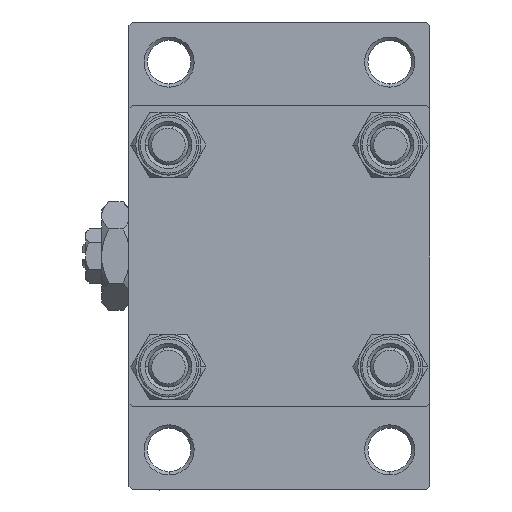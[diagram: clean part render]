
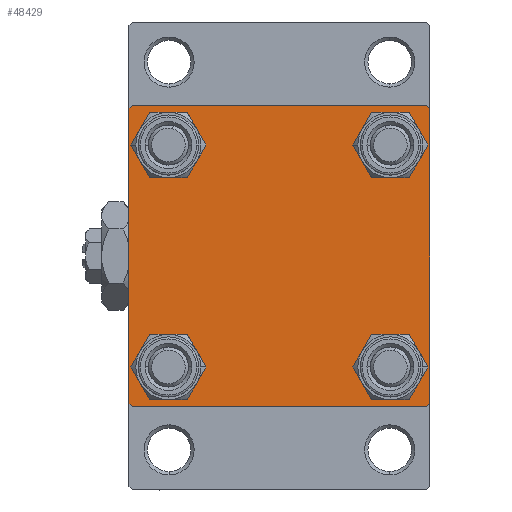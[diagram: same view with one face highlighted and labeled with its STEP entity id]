
A CAD part, left-side view. The second image highlights one B-rep face of the part: STEP entity #48429.
In plain terms, the highlighted planar face has unit normal (-1, 0, 0).
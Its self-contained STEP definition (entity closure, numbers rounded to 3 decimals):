
#156 = DIRECTION ( 'NONE',  ( 0., -1., 0. ) ) ;
#579 = VERTEX_POINT ( 'NONE', #31521 ) ;
#656 = CARTESIAN_POINT ( 'NONE',  ( 0., 22.25, 22.25 ) ) ;
#663 = VERTEX_POINT ( 'NONE', #22058 ) ;
#688 = CARTESIAN_POINT ( 'NONE',  ( 0., -22.5, 22.5 ) ) ;
#703 = VERTEX_POINT ( 'NONE', #29757 ) ;
#746 = CIRCLE ( 'NONE', #37289, 3.5 ) ;
#1232 = AXIS2_PLACEMENT_3D ( 'NONE', #26756, #30965, #38926 ) ;
#1654 = FACE_BOUND ( 'NONE', #44754, .T. ) ;
#1949 = VERTEX_POINT ( 'NONE', #41257 ) ;
#2550 = AXIS2_PLACEMENT_3D ( 'NONE', #16568, #42446, #8396 ) ;
#2737 = EDGE_CURVE ( 'NONE', #44418, #8440, #22737, .T. ) ;
#2860 = CARTESIAN_POINT ( 'NONE',  ( 0., -16.6, -16.6 ) ) ;
#3748 = VERTEX_POINT ( 'NONE', #28920 ) ;
#3955 = ORIENTED_EDGE ( 'NONE', *, *, #34541, .T. ) ;
#4081 = CIRCLE ( 'NONE', #47736, 3.5 ) ;
#4266 = ORIENTED_EDGE ( 'NONE', *, *, #31695, .T. ) ;
#4273 = EDGE_LOOP ( 'NONE', ( #7716, #28818 ) ) ;
#4928 = CIRCLE ( 'NONE', #2550, 3.5 ) ;
#5363 = LINE ( 'NONE', #13069, #34336 ) ;
#5385 = FACE_BOUND ( 'NONE', #4273, .T. ) ;
#5743 = ORIENTED_EDGE ( 'NONE', *, *, #2737, .T. ) ;
#5897 = EDGE_CURVE ( 'NONE', #579, #8440, #19828, .T. ) ;
#6026 = VECTOR ( 'NONE', #27505, 1000. ) ;
#6391 = DIRECTION ( 'NONE',  ( 1., 0., 0. ) ) ;
#6825 = CARTESIAN_POINT ( 'NONE',  ( 0., 16.6, -13.1 ) ) ;
#7256 = LINE ( 'NONE', #37332, #18268 ) ;
#7343 = EDGE_CURVE ( 'NONE', #11860, #1949, #16489, .T. ) ;
#7433 = LINE ( 'NONE', #23074, #19734 ) ;
#7716 = ORIENTED_EDGE ( 'NONE', *, *, #20513, .T. ) ;
#7739 = VERTEX_POINT ( 'NONE', #30630 ) ;
#8222 = VERTEX_POINT ( 'NONE', #43970 ) ;
#8362 = LINE ( 'NONE', #19793, #14410 ) ;
#8396 = DIRECTION ( 'NONE',  ( 0., 0., 1. ) ) ;
#8440 = VERTEX_POINT ( 'NONE', #39447 ) ;
#9050 = CARTESIAN_POINT ( 'NONE',  ( 0., 16.6, 16.6 ) ) ;
#9344 = EDGE_CURVE ( 'NONE', #12010, #7739, #7433, .T. ) ;
#10842 = DIRECTION ( 'NONE',  ( -1., 0., 0. ) ) ;
#11860 = VERTEX_POINT ( 'NONE', #48386 ) ;
#12010 = VERTEX_POINT ( 'NONE', #44107 ) ;
#12344 = LINE ( 'NONE', #656, #6026 ) ;
#12438 = EDGE_CURVE ( 'NONE', #579, #16403, #7256, .T. ) ;
#13007 = CIRCLE ( 'NONE', #37644, 3.5 ) ;
#13069 = CARTESIAN_POINT ( 'NONE',  ( 0., 22.5, -22.5 ) ) ;
#13559 = DIRECTION ( 'NONE',  ( 1., 0., 0. ) ) ;
#13563 = DIRECTION ( 'NONE',  ( 0., -1., 0. ) ) ;
#14078 = CARTESIAN_POINT ( 'NONE',  ( 0., 0., 0. ) ) ;
#14100 = DIRECTION ( 'NONE',  ( 0., 0., 1. ) ) ;
#14410 = VECTOR ( 'NONE', #38689, 1000. ) ;
#15804 = EDGE_CURVE ( 'NONE', #663, #703, #4081, .T. ) ;
#15853 = DIRECTION ( 'NONE',  ( 0., -0.707, -0.707 ) ) ;
#16403 = VERTEX_POINT ( 'NONE', #38039 ) ;
#16489 = CIRCLE ( 'NONE', #22080, 3.5 ) ;
#16568 = CARTESIAN_POINT ( 'NONE',  ( 0., 16.6, -16.6 ) ) ;
#17644 = ORIENTED_EDGE ( 'NONE', *, *, #5897, .F. ) ;
#18044 = FACE_OUTER_BOUND ( 'NONE', #35309, .T. ) ;
#18268 = VECTOR ( 'NONE', #41795, 1000. ) ;
#18583 = EDGE_CURVE ( 'NONE', #7739, #44418, #5363, .T. ) ;
#18773 = DIRECTION ( 'NONE',  ( 0., -0.707, 0.707 ) ) ;
#18836 = DIRECTION ( 'NONE',  ( 1., 0., 0. ) ) ;
#19734 = VECTOR ( 'NONE', #15853, 1000. ) ;
#19776 = VECTOR ( 'NONE', #23307, 1000. ) ;
#19793 = CARTESIAN_POINT ( 'NONE',  ( 0., 22.5, 22.5 ) ) ;
#19828 = LINE ( 'NONE', #688, #19776 ) ;
#20137 = ORIENTED_EDGE ( 'NONE', *, *, #42842, .T. ) ;
#20513 = EDGE_CURVE ( 'NONE', #42220, #8222, #4928, .T. ) ;
#21090 = VERTEX_POINT ( 'NONE', #35334 ) ;
#22058 = CARTESIAN_POINT ( 'NONE',  ( 0., 16.6, 13.1 ) ) ;
#22080 = AXIS2_PLACEMENT_3D ( 'NONE', #29532, #36998, #33257 ) ;
#22173 = CARTESIAN_POINT ( 'NONE',  ( 0., -16.6, -16.6 ) ) ;
#22407 = ORIENTED_EDGE ( 'NONE', *, *, #24129, .T. ) ;
#22441 = ORIENTED_EDGE ( 'NONE', *, *, #9344, .T. ) ;
#22737 = LINE ( 'NONE', #38396, #40134 ) ;
#23074 = CARTESIAN_POINT ( 'NONE',  ( 0., 22.25, -22.25 ) ) ;
#23307 = DIRECTION ( 'NONE',  ( 0., 0., -1. ) ) ;
#23563 = EDGE_CURVE ( 'NONE', #3748, #16403, #26745, .T. ) ;
#23612 = FACE_BOUND ( 'NONE', #45032, .T. ) ;
#24129 = EDGE_CURVE ( 'NONE', #1949, #11860, #13007, .T. ) ;
#24471 = AXIS2_PLACEMENT_3D ( 'NONE', #22173, #37337, #25656 ) ;
#25656 = DIRECTION ( 'NONE',  ( 0., 0., 1. ) ) ;
#25771 = CARTESIAN_POINT ( 'NONE',  ( 0., -16.6, 16.6 ) ) ;
#25992 = PLANE ( 'NONE',  #48763 ) ;
#26745 = LINE ( 'NONE', #33949, #39170 ) ;
#26756 = CARTESIAN_POINT ( 'NONE',  ( 0., 16.6, -16.6 ) ) ;
#27505 = DIRECTION ( 'NONE',  ( 0., 0.707, -0.707 ) ) ;
#27703 = EDGE_CURVE ( 'NONE', #8222, #42220, #43273, .T. ) ;
#28597 = ORIENTED_EDGE ( 'NONE', *, *, #35581, .T. ) ;
#28632 = EDGE_CURVE ( 'NONE', #3748, #46695, #12344, .T. ) ;
#28818 = ORIENTED_EDGE ( 'NONE', *, *, #27703, .T. ) ;
#28920 = CARTESIAN_POINT ( 'NONE',  ( 0., 22., 22.5 ) ) ;
#29532 = CARTESIAN_POINT ( 'NONE',  ( 0., -16.6, 16.6 ) ) ;
#29757 = CARTESIAN_POINT ( 'NONE',  ( 0., 16.6, 20.1 ) ) ;
#29767 = CARTESIAN_POINT ( 'NONE',  ( 0., 16.6, 16.6 ) ) ;
#30630 = CARTESIAN_POINT ( 'NONE',  ( 0., 22., -22.5 ) ) ;
#30927 = CIRCLE ( 'NONE', #43628, 3.5 ) ;
#30965 = DIRECTION ( 'NONE',  ( 1., 0., 0. ) ) ;
#31521 = CARTESIAN_POINT ( 'NONE',  ( 0., -22.5, 22. ) ) ;
#31695 = EDGE_CURVE ( 'NONE', #38266, #21090, #42720, .T. ) ;
#32335 = CARTESIAN_POINT ( 'NONE',  ( 0., -22., -22.5 ) ) ;
#33257 = DIRECTION ( 'NONE',  ( 0., 0., 1. ) ) ;
#33949 = CARTESIAN_POINT ( 'NONE',  ( 0., 22.5, 22.5 ) ) ;
#34336 = VECTOR ( 'NONE', #13563, 1000. ) ;
#34541 = EDGE_CURVE ( 'NONE', #21090, #38266, #746, .T. ) ;
#35144 = DIRECTION ( 'NONE',  ( 1., 0., 0. ) ) ;
#35309 = EDGE_LOOP ( 'NONE', ( #20137, #22441, #41033, #5743, #17644, #40837, #46277, #40325 ) ) ;
#35334 = CARTESIAN_POINT ( 'NONE',  ( 0., -16.6, -20.1 ) ) ;
#35581 = EDGE_CURVE ( 'NONE', #703, #663, #30927, .T. ) ;
#35973 = ORIENTED_EDGE ( 'NONE', *, *, #7343, .T. ) ;
#36998 = DIRECTION ( 'NONE',  ( 1., 0., 0. ) ) ;
#37289 = AXIS2_PLACEMENT_3D ( 'NONE', #2860, #13559, #47615 ) ;
#37332 = CARTESIAN_POINT ( 'NONE',  ( 0., -22.25, 22.25 ) ) ;
#37337 = DIRECTION ( 'NONE',  ( 1., 0., 0. ) ) ;
#37644 = AXIS2_PLACEMENT_3D ( 'NONE', #25771, #6391, #14100 ) ;
#38039 = CARTESIAN_POINT ( 'NONE',  ( 0., -22., 22.5 ) ) ;
#38266 = VERTEX_POINT ( 'NONE', #42800 ) ;
#38396 = CARTESIAN_POINT ( 'NONE',  ( 0., -22.25, -22.25 ) ) ;
#38689 = DIRECTION ( 'NONE',  ( 0., 0., -1. ) ) ;
#38785 = FACE_BOUND ( 'NONE', #45772, .T. ) ;
#38926 = DIRECTION ( 'NONE',  ( 0., 0., 1. ) ) ;
#39170 = VECTOR ( 'NONE', #156, 1000. ) ;
#39447 = CARTESIAN_POINT ( 'NONE',  ( 0., -22.5, -22. ) ) ;
#39725 = ORIENTED_EDGE ( 'NONE', *, *, #15804, .T. ) ;
#40134 = VECTOR ( 'NONE', #18773, 1000. ) ;
#40325 = ORIENTED_EDGE ( 'NONE', *, *, #28632, .T. ) ;
#40837 = ORIENTED_EDGE ( 'NONE', *, *, #12438, .T. ) ;
#41033 = ORIENTED_EDGE ( 'NONE', *, *, #18583, .T. ) ;
#41257 = CARTESIAN_POINT ( 'NONE',  ( 0., -16.6, 13.1 ) ) ;
#41795 = DIRECTION ( 'NONE',  ( 0., 0.707, 0.707 ) ) ;
#42220 = VERTEX_POINT ( 'NONE', #6825 ) ;
#42446 = DIRECTION ( 'NONE',  ( 1., 0., 0. ) ) ;
#42720 = CIRCLE ( 'NONE', #24471, 3.5 ) ;
#42800 = CARTESIAN_POINT ( 'NONE',  ( 0., -16.6, -13.1 ) ) ;
#42842 = EDGE_CURVE ( 'NONE', #46695, #12010, #8362, .T. ) ;
#43273 = CIRCLE ( 'NONE', #1232, 3.5 ) ;
#43628 = AXIS2_PLACEMENT_3D ( 'NONE', #29767, #18836, #44940 ) ;
#43970 = CARTESIAN_POINT ( 'NONE',  ( 0., 16.6, -20.1 ) ) ;
#44107 = CARTESIAN_POINT ( 'NONE',  ( 0., 22.5, -22. ) ) ;
#44418 = VERTEX_POINT ( 'NONE', #32335 ) ;
#44650 = DIRECTION ( 'NONE',  ( 0., 0., 1. ) ) ;
#44754 = EDGE_LOOP ( 'NONE', ( #28597, #39725 ) ) ;
#44940 = DIRECTION ( 'NONE',  ( 0., 0., 1. ) ) ;
#45032 = EDGE_LOOP ( 'NONE', ( #35973, #22407 ) ) ;
#45772 = EDGE_LOOP ( 'NONE', ( #4266, #3955 ) ) ;
#46277 = ORIENTED_EDGE ( 'NONE', *, *, #23563, .F. ) ;
#46596 = DIRECTION ( 'NONE',  ( 0., 0., 1. ) ) ;
#46695 = VERTEX_POINT ( 'NONE', #48361 ) ;
#47615 = DIRECTION ( 'NONE',  ( 0., 0., 1. ) ) ;
#47736 = AXIS2_PLACEMENT_3D ( 'NONE', #9050, #35144, #46596 ) ;
#48361 = CARTESIAN_POINT ( 'NONE',  ( 0., 22.5, 22. ) ) ;
#48386 = CARTESIAN_POINT ( 'NONE',  ( 0., -16.6, 20.1 ) ) ;
#48429 = ADVANCED_FACE ( 'NONE', ( #23612, #38785, #5385, #1654, #18044 ), #25992, .T. ) ;
#48763 = AXIS2_PLACEMENT_3D ( 'NONE', #14078, #10842, #44650 ) ;
